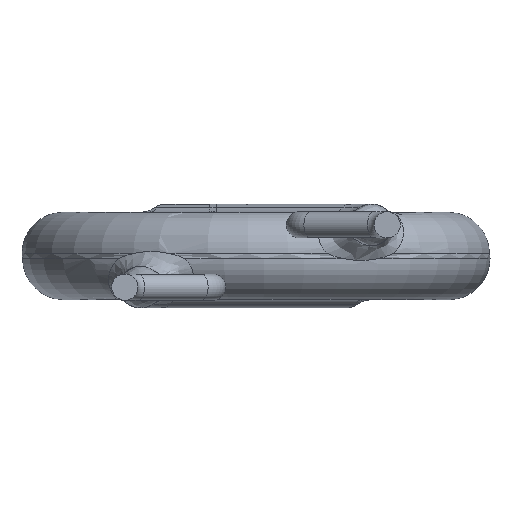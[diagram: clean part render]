
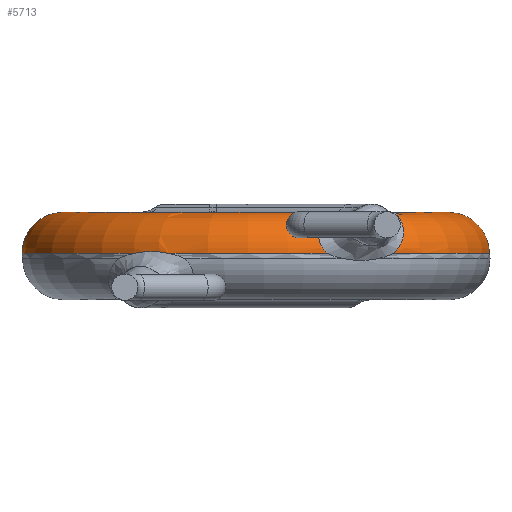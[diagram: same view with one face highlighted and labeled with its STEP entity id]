
A CAD part, front view. The second image highlights one B-rep face of the part: STEP entity #5713.
In plain terms, the highlighted toroidal (fillet/blend) face has major radius 3.75 mm and minor radius 0.8 mm.
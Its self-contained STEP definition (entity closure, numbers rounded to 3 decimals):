
#267=TOROIDAL_SURFACE('',#6091,3.75,0.8);
#629=B_SPLINE_CURVE_WITH_KNOTS('',3,(#13388,#13389,#13390,#13391,#13392,
#13393,#13394,#13395,#13396,#13397),.UNSPECIFIED.,.F.,.F.,(4,2,2,2,4),(0.005,
0.015,0.031,0.054,0.089),
 .UNSPECIFIED.);
#635=B_SPLINE_CURVE_WITH_KNOTS('',3,(#13704,#13705,#13706,#13707,#13708,
#13709,#13710),.UNSPECIFIED.,.F.,.F.,(4,1,1,1,4),(-0.167,-0.166,
-0.083,-0.042,0.),.UNSPECIFIED.);
#638=B_SPLINE_CURVE_WITH_KNOTS('',3,(#13736,#13737,#13738,#13739,#13740,
#13741,#13742,#13743,#13744,#13745),.UNSPECIFIED.,.F.,.F.,(4,1,1,1,1,1,
1,4),(-0.582,-0.541,-0.499,-0.457,
-0.416,-0.395,-0.374,-0.348),
 .UNSPECIFIED.);
#641=B_SPLINE_CURVE_WITH_KNOTS('',3,(#13774,#13775,#13776,#13777),
 .UNSPECIFIED.,.F.,.F.,(4,4),(0.,0.054),
 .UNSPECIFIED.);
#1672=FACE_OUTER_BOUND('',#2008,.T.);
#2008=EDGE_LOOP('',(#5315,#5316,#5317,#5318,#5319,#5320,#5321));
#2086=CIRCLE('',#5965,3.75);
#2145=CIRCLE('',#6063,4.55);
#2162=CIRCLE('',#6092,4.55);
#2653=VERTEX_POINT('',#12747);
#2654=VERTEX_POINT('',#12749);
#2695=VERTEX_POINT('',#13311);
#2700=VERTEX_POINT('',#13381);
#2715=VERTEX_POINT('',#13516);
#2718=VERTEX_POINT('',#13703);
#2721=VERTEX_POINT('',#13735);
#3461=EDGE_CURVE('',#2654,#2653,#2086,.T.);
#3538=EDGE_CURVE('',#2695,#2700,#629,.T.);
#3565=EDGE_CURVE('',#2715,#2695,#2145,.T.);
#3572=EDGE_CURVE('',#2715,#2718,#635,.T.);
#3576=EDGE_CURVE('',#2654,#2721,#638,.T.);
#3580=EDGE_CURVE('',#2718,#2653,#641,.T.);
#3596=EDGE_CURVE('',#2700,#2721,#2162,.T.);
#5315=ORIENTED_EDGE('',*,*,#3538,.T.);
#5316=ORIENTED_EDGE('',*,*,#3596,.T.);
#5317=ORIENTED_EDGE('',*,*,#3576,.F.);
#5318=ORIENTED_EDGE('',*,*,#3461,.T.);
#5319=ORIENTED_EDGE('',*,*,#3580,.F.);
#5320=ORIENTED_EDGE('',*,*,#3572,.F.);
#5321=ORIENTED_EDGE('',*,*,#3565,.T.);
#5713=ADVANCED_FACE('',(#1672),#267,.T.);
#5965=AXIS2_PLACEMENT_3D('',#12750,#6797,#6798);
#6063=AXIS2_PLACEMENT_3D('',#13517,#7021,#7022);
#6091=AXIS2_PLACEMENT_3D('',#13943,#7080,#7081);
#6092=AXIS2_PLACEMENT_3D('',#13944,#7082,#7083);
#6797=DIRECTION('center_axis',(0.,0.,-1.));
#6798=DIRECTION('ref_axis',(1.,0.,0.));
#7021=DIRECTION('center_axis',(0.,0.,1.));
#7022=DIRECTION('ref_axis',(1.,0.,0.));
#7080=DIRECTION('center_axis',(0.,0.,1.));
#7081=DIRECTION('ref_axis',(-0.526,0.85,0.));
#7082=DIRECTION('center_axis',(0.,0.,1.));
#7083=DIRECTION('ref_axis',(1.,0.,0.));
#12747=CARTESIAN_POINT('',(2.684,-2.619,0.85));
#12749=CARTESIAN_POINT('',(1.736,-3.324,0.85));
#12750=CARTESIAN_POINT('Origin',(0.,0.,0.85));
#13311=CARTESIAN_POINT('',(-2.383,-3.876,0.05));
#13381=CARTESIAN_POINT('',(-1.694,-4.223,0.05));
#13388=CARTESIAN_POINT('Ctrl Pts',(-2.383,-3.876,
0.05));
#13389=CARTESIAN_POINT('Ctrl Pts',(-2.355,-3.893,
0.056));
#13390=CARTESIAN_POINT('Ctrl Pts',(-2.327,-3.91,
0.062));
#13391=CARTESIAN_POINT('Ctrl Pts',(-2.253,-3.953,0.074));
#13392=CARTESIAN_POINT('Ctrl Pts',(-2.208,-3.978,
0.08));
#13393=CARTESIAN_POINT('Ctrl Pts',(-2.095,-4.039,
0.089));
#13394=CARTESIAN_POINT('Ctrl Pts',(-2.027,-4.073,
0.09));
#13395=CARTESIAN_POINT('Ctrl Pts',(-1.854,-4.156,
0.08));
#13396=CARTESIAN_POINT('Ctrl Pts',(-1.764,-4.195,0.065));
#13397=CARTESIAN_POINT('Ctrl Pts',(-1.694,-4.223,
0.05));
#13516=CARTESIAN_POINT('',(2.671,-3.683,0.05));
#13517=CARTESIAN_POINT('Origin',(0.,0.,0.05));
#13703=CARTESIAN_POINT('',(2.752,-2.969,0.792));
#13704=CARTESIAN_POINT('Ctrl Pts',(2.672,-3.683,0.05));
#13705=CARTESIAN_POINT('Ctrl Pts',(2.674,-3.682,0.052));
#13706=CARTESIAN_POINT('Ctrl Pts',(2.814,-3.579,0.177));
#13707=CARTESIAN_POINT('Ctrl Pts',(2.904,-3.43,0.422));
#13708=CARTESIAN_POINT('Ctrl Pts',(2.831,-3.195,0.676));
#13709=CARTESIAN_POINT('Ctrl Pts',(2.772,-3.053,0.762));
#13710=CARTESIAN_POINT('Ctrl Pts',(2.752,-2.969,0.792));
#13735=CARTESIAN_POINT('',(1.383,-4.335,0.05));
#13736=CARTESIAN_POINT('Ctrl Pts',(1.736,-3.324,0.85));
#13737=CARTESIAN_POINT('Ctrl Pts',(1.714,-3.421,0.85));
#13738=CARTESIAN_POINT('Ctrl Pts',(1.629,-3.616,0.83));
#13739=CARTESIAN_POINT('Ctrl Pts',(1.463,-3.882,0.754));
#13740=CARTESIAN_POINT('Ctrl Pts',(1.307,-4.115,0.629));
#13741=CARTESIAN_POINT('Ctrl Pts',(1.221,-4.268,0.471));
#13742=CARTESIAN_POINT('Ctrl Pts',(1.218,-4.341,0.313));
#13743=CARTESIAN_POINT('Ctrl Pts',(1.265,-4.365,0.178));
#13744=CARTESIAN_POINT('Ctrl Pts',(1.335,-4.35,0.093));
#13745=CARTESIAN_POINT('Ctrl Pts',(1.383,-4.334,0.05));
#13774=CARTESIAN_POINT('Ctrl Pts',(2.752,-2.969,0.792));
#13775=CARTESIAN_POINT('Ctrl Pts',(2.725,-2.861,0.831));
#13776=CARTESIAN_POINT('Ctrl Pts',(2.697,-2.746,0.85));
#13777=CARTESIAN_POINT('Ctrl Pts',(2.684,-2.619,0.85));
#13943=CARTESIAN_POINT('Origin',(0.,0.,0.05));
#13944=CARTESIAN_POINT('Origin',(0.,0.,0.05));
